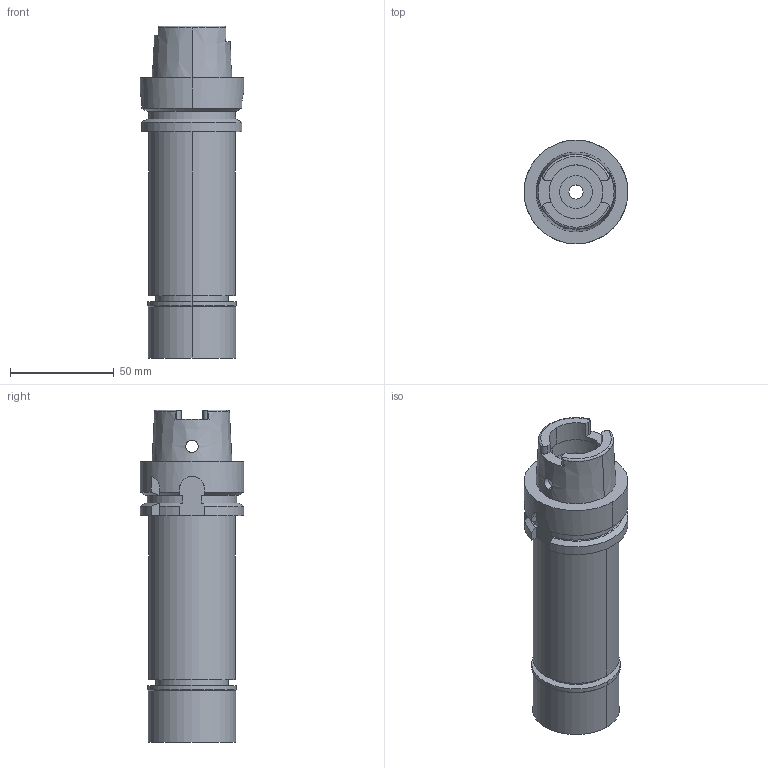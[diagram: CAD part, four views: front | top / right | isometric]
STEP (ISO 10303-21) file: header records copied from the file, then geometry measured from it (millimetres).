
FILE_DESCRIPTION((''),'2;1');
FILE_NAME('HA50MN16135-160_ASM','2018-03-02T',('ykawabe'),(''),'CREO PARAMETRIC BY PTC INC, 2016380','CREO PARAMETRIC BY PTC INC, 2016380','');
FILE_SCHEMA(('AUTOMOTIVE_DESIGN { 1 0 10303 214 1 1 1 1 }'));
Length unit declared in the file: millimetre
Products named in the file (5): HSK-A50-MEGA16N-135_1; NBC16-16_1; MGN16_1; DXF_TEMP_ASSY_ASM_4_ASM; HA50MN16135-160_ASM
Assembly tree (4 placements, depth 3):
  HA50MN16135-160_ASM
    DXF_TEMP_ASSY_ASM_4_ASM
      HSK-A50-MEGA16N-135_1
      NBC16-16_1
      MGN16_1
Bounding box: 50 x 50 x 160 mm (x, y, z)
Volume: 171689.9 mm3; surface area: 45986.9 mm2
Topology: 3 solids, 3 shells, 137 faces, 351 edges, 233 vertices
Faces by surface type: cylinder 61, plane 52, cone 20, torus 4
Entity records: 6324 total; most frequent: CARTESIAN_POINT 1028, DIRECTION 794, ORIENTED_EDGE 702, PRESENTATION_STYLE_ASSIGNMENT 359, STYLED_ITEM 359, CURVE_STYLE 356, EDGE_CURVE 351, AXIS2_PLACEMENT_3D 323
